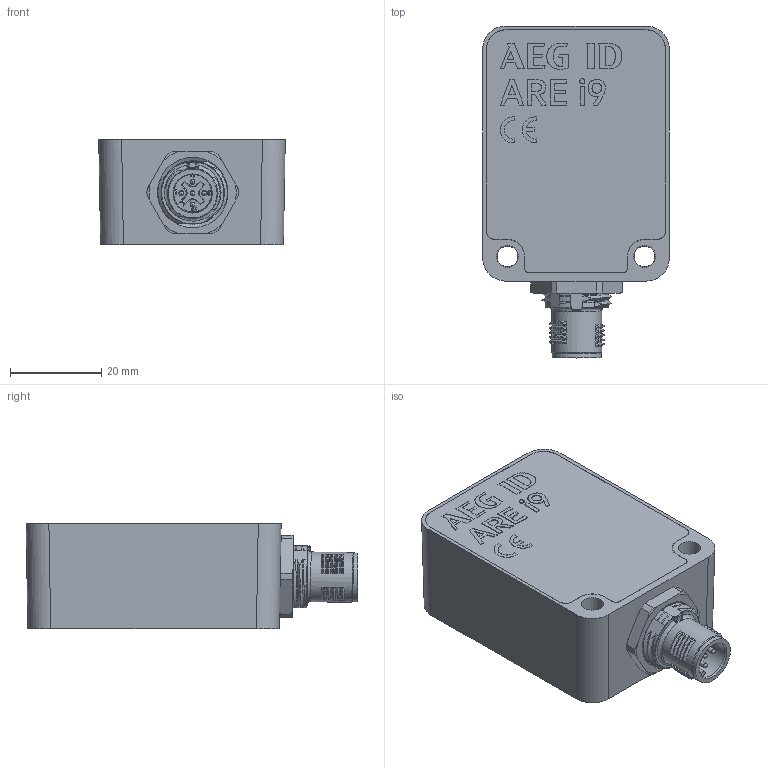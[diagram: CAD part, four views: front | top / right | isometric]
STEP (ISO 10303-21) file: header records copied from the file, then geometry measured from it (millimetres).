
FILE_DESCRIPTION(/* description */ (''),/* implementation_level */ '2;1');
FILE_NAME(/* name */ 'ARE i9 LF STEP v6.step',/* time_stamp */ '2023-09-15T10:48:28+02:00',/* author */ (''),/* organization */ (''),/* preprocessor_version */ 'ST-DEVELOPER v20',/* originating_system */ 'Autodesk Translation Framework v12.9.0.99',/* authorisation */ '');
FILE_SCHEMA (('AUTOMOTIVE_DESIGN { 1 0 10303 214 3 1 1 }'));
Length unit declared in the file: millimetre
Products named in the file (5): ARE i9 BASIS; RFID SYMBOL; ARE i9 v29  DECKEL_ABC_2020_02_10 v7; LASERBESCHRIFTUNG; ARE i9 v29_2020_05_28 v6
Assembly tree (4 placements, depth 3):
  ARE i9 BASIS
    RFID SYMBOL
    ARE i9 v29  DECKEL_ABC_2020_02_10 v7
      LASERBESCHRIFTUNG
    ARE i9 v29_2020_05_28 v6
Bounding box: 40.8 x 72.62 x 23.17 mm (x, y, z)
Volume: 19350.4 mm3; surface area: 19302.2 mm2
Topology: 1 solids, 2 shells, 1091 faces, 2859 edges, 1782 vertices
Faces by surface type: plane 454, bspline 285, cylinder 251, cone 50, sphere 26, torus 25
Full cylindrical faces by diameter (mm): 1.3 x5, 1.52 x1, 2.035 x1, 10.7 x1, 10.9 x1, 12.9 x2
Entity records: 42609 total; most frequent: CARTESIAN_POINT 17511, ORIENTED_EDGE 5640, DIRECTION 4508, EDGE_CURVE 2820, VERTEX_POINT 1782, LINE 1584, VECTOR 1584, AXIS2_PLACEMENT_3D 1462
